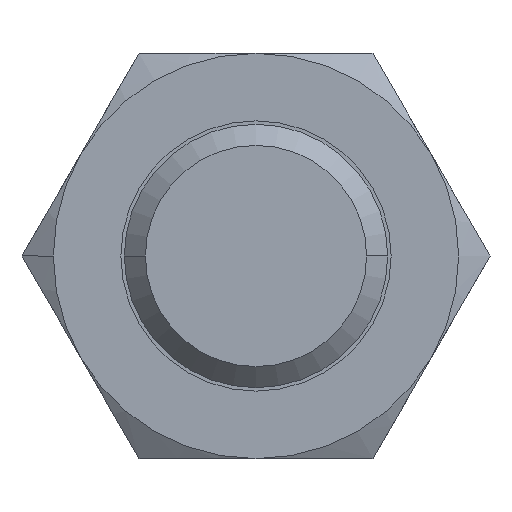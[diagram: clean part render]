
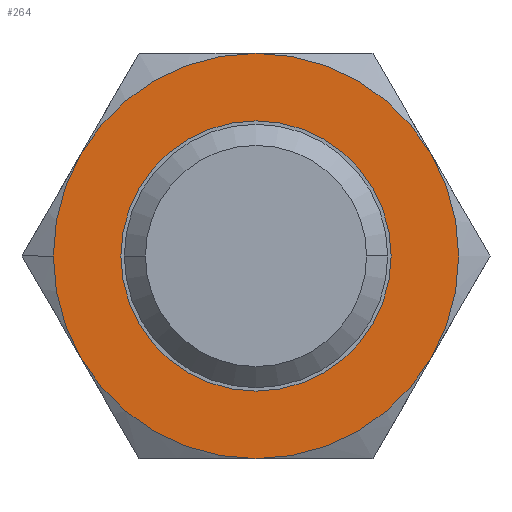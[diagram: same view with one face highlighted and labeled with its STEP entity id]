
A CAD part, front view. The second image highlights one B-rep face of the part: STEP entity #264.
In plain terms, the highlighted planar face has unit normal (0, -1, 0).
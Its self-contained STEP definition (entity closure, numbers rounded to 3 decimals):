
#20 = DIRECTION ( 'NONE',  ( 0., 1., 0. ) ) ;
#22 = AXIS2_PLACEMENT_3D ( 'NONE', #250, #547, #907 ) ;
#46 = EDGE_CURVE ( 'NONE', #918, #602, #161, .T. ) ;
#58 = DIRECTION ( 'NONE',  ( -1., 0., 0. ) ) ;
#66 = CARTESIAN_POINT ( 'NONE',  ( 0., 0., 0. ) ) ;
#72 = CARTESIAN_POINT ( 'NONE',  ( 12., 0., 0. ) ) ;
#75 = EDGE_CURVE ( 'NONE', #689, #500, #276, .T. ) ;
#113 = CIRCLE ( 'NONE', #653, 8. ) ;
#117 = ORIENTED_EDGE ( 'NONE', *, *, #749, .T. ) ;
#130 = CARTESIAN_POINT ( 'NONE',  ( -10.392, 0., -6. ) ) ;
#148 = CIRCLE ( 'NONE', #573, 8. ) ;
#157 = ORIENTED_EDGE ( 'NONE', *, *, #210, .F. ) ;
#161 = CIRCLE ( 'NONE', #22, 12. ) ;
#168 = FACE_BOUND ( 'NONE', #875, .T. ) ;
#203 = AXIS2_PLACEMENT_3D ( 'NONE', #72, #736, #888 ) ;
#210 = EDGE_CURVE ( 'NONE', #943, #918, #442, .T. ) ;
#222 = CARTESIAN_POINT ( 'NONE',  ( -12., 0., 0. ) ) ;
#227 = EDGE_CURVE ( 'NONE', #581, #943, #947, .T. ) ;
#235 = CARTESIAN_POINT ( 'NONE',  ( 0., 0., 0. ) ) ;
#242 = CARTESIAN_POINT ( 'NONE',  ( 10.392, 0., -6. ) ) ;
#250 = CARTESIAN_POINT ( 'NONE',  ( 0., 0., 0. ) ) ;
#251 = VERTEX_POINT ( 'NONE', #368 ) ;
#258 = CARTESIAN_POINT ( 'NONE',  ( 0., 0., 0. ) ) ;
#260 = ORIENTED_EDGE ( 'NONE', *, *, #282, .T. ) ;
#262 = AXIS2_PLACEMENT_3D ( 'NONE', #258, #751, #328 ) ;
#264 = ADVANCED_FACE ( 'NONE', ( #450, #168 ), #596, .F. ) ;
#276 = CIRCLE ( 'NONE', #848, 12. ) ;
#282 = EDGE_CURVE ( 'NONE', #927, #369, #113, .T. ) ;
#318 = CARTESIAN_POINT ( 'NONE',  ( 0., 0., 0. ) ) ;
#323 = AXIS2_PLACEMENT_3D ( 'NONE', #66, #946, #705 ) ;
#328 = DIRECTION ( 'NONE',  ( -1., 0., 0. ) ) ;
#368 = CARTESIAN_POINT ( 'NONE',  ( 10.392, 0., 6. ) ) ;
#369 = VERTEX_POINT ( 'NONE', #371 ) ;
#371 = CARTESIAN_POINT ( 'NONE',  ( -8., 0., 0. ) ) ;
#379 = DIRECTION ( 'NONE',  ( 0., 1., 0. ) ) ;
#403 = EDGE_CURVE ( 'NONE', #602, #251, #620, .T. ) ;
#428 = DIRECTION ( 'NONE',  ( -1., 0., 0. ) ) ;
#440 = ORIENTED_EDGE ( 'NONE', *, *, #75, .F. ) ;
#442 = CIRCLE ( 'NONE', #455, 12. ) ;
#450 = FACE_OUTER_BOUND ( 'NONE', #778, .T. ) ;
#455 = AXIS2_PLACEMENT_3D ( 'NONE', #720, #564, #58 ) ;
#456 = DIRECTION ( 'NONE',  ( 0., 1., 0. ) ) ;
#470 = EDGE_CURVE ( 'NONE', #251, #689, #507, .T. ) ;
#496 = ORIENTED_EDGE ( 'NONE', *, *, #403, .F. ) ;
#500 = VERTEX_POINT ( 'NONE', #540 ) ;
#507 = CIRCLE ( 'NONE', #883, 12. ) ;
#521 = AXIS2_PLACEMENT_3D ( 'NONE', #569, #647, #859 ) ;
#531 = DIRECTION ( 'NONE',  ( 0., 1., 0. ) ) ;
#540 = CARTESIAN_POINT ( 'NONE',  ( 0., 0., -12. ) ) ;
#547 = DIRECTION ( 'NONE',  ( 0., 1., 0. ) ) ;
#564 = DIRECTION ( 'NONE',  ( 0., 1., 0. ) ) ;
#569 = CARTESIAN_POINT ( 'NONE',  ( 0., 0., 0. ) ) ;
#573 = AXIS2_PLACEMENT_3D ( 'NONE', #758, #531, #428 ) ;
#581 = VERTEX_POINT ( 'NONE', #130 ) ;
#594 = EDGE_CURVE ( 'NONE', #500, #581, #606, .T. ) ;
#596 = PLANE ( 'NONE',  #203 ) ;
#597 = ORIENTED_EDGE ( 'NONE', *, *, #46, .F. ) ;
#602 = VERTEX_POINT ( 'NONE', #935 ) ;
#606 = CIRCLE ( 'NONE', #323, 12. ) ;
#620 = CIRCLE ( 'NONE', #262, 12. ) ;
#647 = DIRECTION ( 'NONE',  ( 0., 1., 0. ) ) ;
#653 = AXIS2_PLACEMENT_3D ( 'NONE', #235, #20, #675 ) ;
#657 = ORIENTED_EDGE ( 'NONE', *, *, #470, .F. ) ;
#675 = DIRECTION ( 'NONE',  ( -1., 0., 0. ) ) ;
#689 = VERTEX_POINT ( 'NONE', #242 ) ;
#705 = DIRECTION ( 'NONE',  ( -1., 0., 0. ) ) ;
#717 = ORIENTED_EDGE ( 'NONE', *, *, #227, .F. ) ;
#720 = CARTESIAN_POINT ( 'NONE',  ( 0., 0., 0. ) ) ;
#736 = DIRECTION ( 'NONE',  ( 0., 1., 0. ) ) ;
#749 = EDGE_CURVE ( 'NONE', #369, #927, #148, .T. ) ;
#751 = DIRECTION ( 'NONE',  ( 0., 1., 0. ) ) ;
#755 = CARTESIAN_POINT ( 'NONE',  ( 0., 0., 0. ) ) ;
#756 = DIRECTION ( 'NONE',  ( -1., 0., 0. ) ) ;
#758 = CARTESIAN_POINT ( 'NONE',  ( 0., 0., 0. ) ) ;
#778 = EDGE_LOOP ( 'NONE', ( #597, #157, #717, #850, #440, #657, #496 ) ) ;
#848 = AXIS2_PLACEMENT_3D ( 'NONE', #318, #456, #756 ) ;
#850 = ORIENTED_EDGE ( 'NONE', *, *, #594, .F. ) ;
#859 = DIRECTION ( 'NONE',  ( -1., 0., 0. ) ) ;
#875 = EDGE_LOOP ( 'NONE', ( #117, #260 ) ) ;
#882 = CARTESIAN_POINT ( 'NONE',  ( 8., 0., 0. ) ) ;
#883 = AXIS2_PLACEMENT_3D ( 'NONE', #755, #379, #905 ) ;
#888 = DIRECTION ( 'NONE',  ( -1., 0., 0. ) ) ;
#905 = DIRECTION ( 'NONE',  ( -1., 0., 0. ) ) ;
#907 = DIRECTION ( 'NONE',  ( -1., 0., 0. ) ) ;
#918 = VERTEX_POINT ( 'NONE', #919 ) ;
#919 = CARTESIAN_POINT ( 'NONE',  ( -10.392, 0., 6. ) ) ;
#927 = VERTEX_POINT ( 'NONE', #882 ) ;
#935 = CARTESIAN_POINT ( 'NONE',  ( 0., 0., 12. ) ) ;
#943 = VERTEX_POINT ( 'NONE', #222 ) ;
#946 = DIRECTION ( 'NONE',  ( 0., 1., 0. ) ) ;
#947 = CIRCLE ( 'NONE', #521, 12. ) ;
